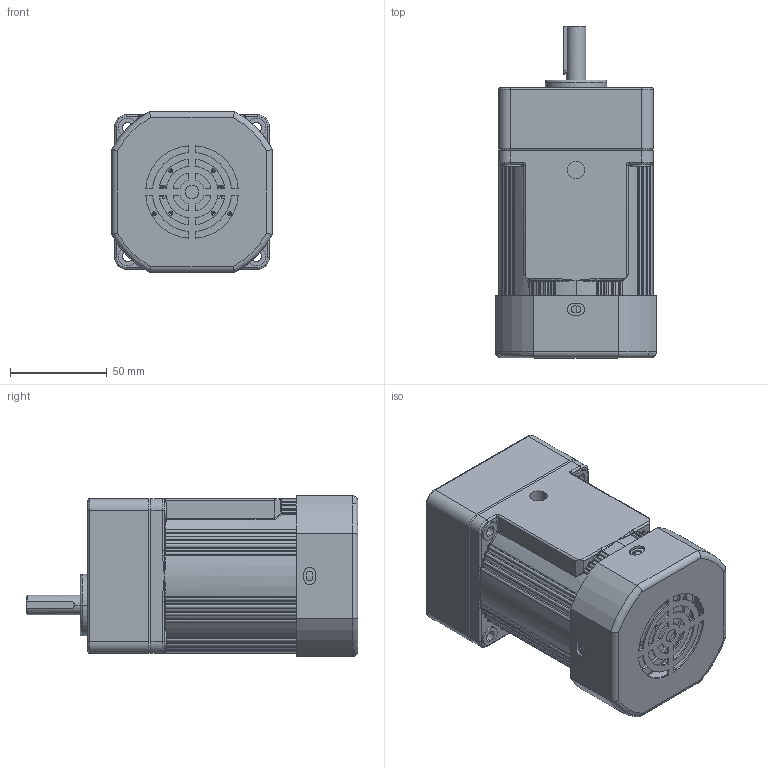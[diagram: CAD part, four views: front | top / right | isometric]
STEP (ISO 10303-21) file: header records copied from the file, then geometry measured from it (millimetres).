
FILE_DESCRIPTION (( 'STEP AP203' ), '1' );
FILE_NAME ('4IK25-F+4GN3-15K.STEP', '2020-01-08T07:18:18', ( 'Sky123.Org' ), ( 'Sky123.Org' ), 'SwSTEP 2.0', 'SolidWorks 2014', '' );
FILE_SCHEMA (( 'CONFIG_CONTROL_DESIGN' ));
Length unit declared in the file: millimetre
Products named in the file (4): 4GN3-15K; 4IK25-F+4GN3-15K; 4IK25A; 80瑞欶褲
Assembly tree (3 placements, depth 2):
  4IK25-F+4GN3-15K
    4IK25A
    80瑞欶褲
    4GN3-15K
Bounding box: 83 x 171.5 x 83 mm (x, y, z)
Volume: 665863.6 mm3; surface area: 94797.9 mm2
Topology: 3 solids, 3 shells, 937 faces, 2288 edges, 1325 vertices
Faces by surface type: cylinder 310, torus 202, bspline 191, plane 127, sphere 59, cone 48
Entity records: 34113 total; most frequent: CARTESIAN_POINT 12807, DIRECTION 4461, ORIENTED_EDGE 4434, EDGE_CURVE 2217, AXIS2_PLACEMENT_3D 1936, VERTEX_POINT 1323, CIRCLE 1184, EDGE_LOOP 1024
